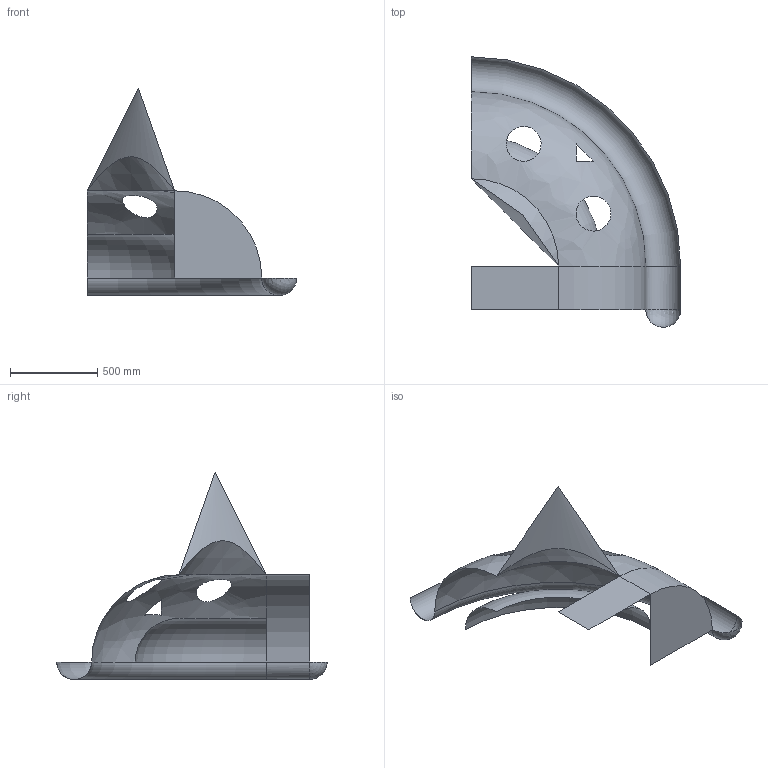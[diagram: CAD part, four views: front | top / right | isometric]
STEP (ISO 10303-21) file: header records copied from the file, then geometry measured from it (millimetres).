
FILE_DESCRIPTION((''),'1');
FILE_NAME('T4M','1999-06-07T13:18:42',('csmetana'),(''),'PRO/ENGINEER BY PARAMETRIC TECHNOLOGY CORPORATION, 1999200','PRO/ENGINEER BY PARAMETRIC TECHNOLOGY CORPORATION, 1999200','');
FILE_SCHEMA(('CCD_CLA_GVP_AST'));
Length unit declared in the file: millimetre
Products named in the file (1): T4M
Bounding box: 1200 x 1550 x 1185.79 mm (x, y, z)
Surface area: 3285855.9 mm2 (no closed solid volume)
Topology: 0 solids, 3 shells, 11 faces, 42 edges, 32 vertices
Faces by surface type: torus 3, bspline 2, cylinder 2, plane 2, sphere 1, cone 1
Entity records: 606 total; most frequent: CARTESIAN_POINT 209, DIRECTION 72, ORIENTED_EDGE 51, EDGE_CURVE 40, VERTEX_POINT 32, AXIS2_PLACEMENT_3D 31, CIRCLE 22, EDGE_LOOP 14
